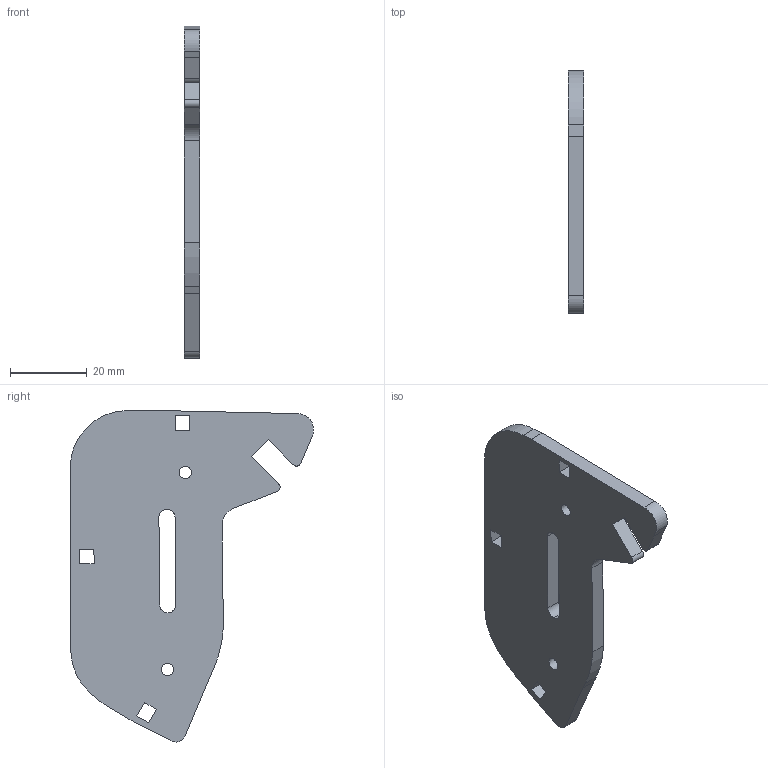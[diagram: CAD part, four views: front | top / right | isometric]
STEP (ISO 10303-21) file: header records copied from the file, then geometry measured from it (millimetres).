
FILE_DESCRIPTION (( 'STEP AP214' ), '1' );
FILE_NAME ('1092-A2P-A.STEP', '2013-05-15T14:48:34', ( '3DAssist' ), ( '' ), 'SwSTEP 2.0', 'SolidWorks 2013', '' );
FILE_SCHEMA (( 'AUTOMOTIVE_DESIGN' ));
Length unit declared in the file: millimetre
Products named in the file (1): 1092-A2P-A
Bounding box: 4 x 63.28 x 86.46 mm (x, y, z)
Volume: 13024.4 mm3; surface area: 8126.8 mm2
Topology: 1 solids, 1 shells, 142 faces, 393 edges, 262 vertices
Faces by surface type: bspline 72, plane 68, cylinder 2
Full cylindrical faces by diameter (mm): 3.2 x2
Entity records: 4921 total; most frequent: CARTESIAN_POINT 1732, ORIENTED_EDGE 782, DIRECTION 393, EDGE_CURVE 391, VERTEX_POINT 262, VECTOR 243, LINE 243, EDGE_LOOP 165
